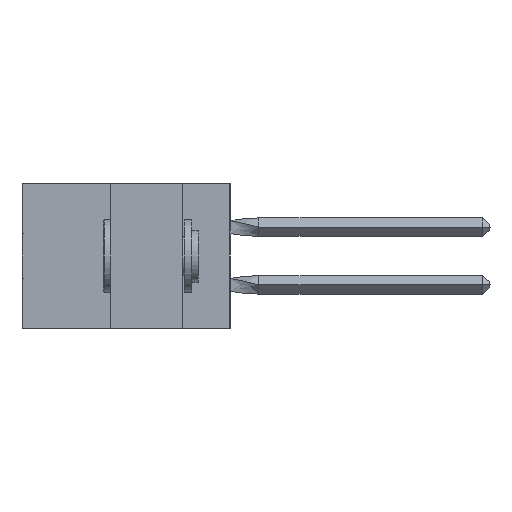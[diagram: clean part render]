
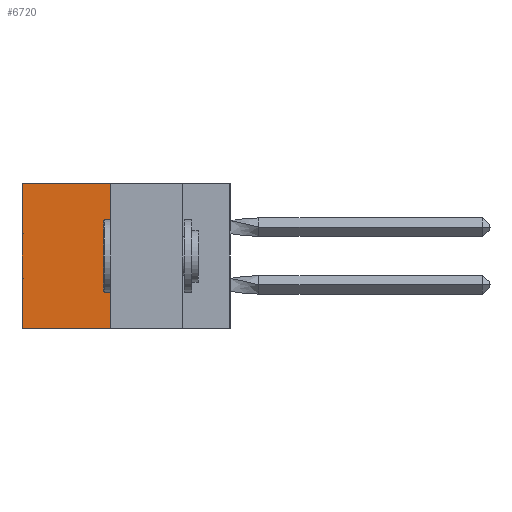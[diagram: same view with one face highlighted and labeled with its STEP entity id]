
A CAD part, left-side view. The second image highlights one B-rep face of the part: STEP entity #6720.
In plain terms, the highlighted planar face has unit normal (-1, 0, 0).
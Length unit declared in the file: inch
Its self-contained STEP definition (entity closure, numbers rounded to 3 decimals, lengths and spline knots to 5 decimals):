
#1574 = VERTEX_POINT ( 'NONE', #4223 ) ;
#1606 = FACE_OUTER_BOUND ( 'NONE', #9222, .T. ) ;
#3186 = CARTESIAN_POINT ( 'NONE',  ( 0.305, 0.72, -0.5 ) ) ;
#3779 = ORIENTED_EDGE ( 'NONE', *, *, #30624, .T. ) ;
#4223 = CARTESIAN_POINT ( 'NONE',  ( 0.305, 0.413, 0. ) ) ;
#4390 = VERTEX_POINT ( 'NONE', #31105 ) ;
#4701 = VECTOR ( 'NONE', #13549, 39.37008 ) ;
#5519 = VECTOR ( 'NONE', #11236, 39.37008 ) ;
#5553 = LINE ( 'NONE', #33874, #7728 ) ;
#6720 = ADVANCED_FACE ( 'NONE', ( #1606 ), #24730, .F. ) ;
#7659 = DIRECTION ( 'NONE',  ( 0., 0., -1. ) ) ;
#7728 = VECTOR ( 'NONE', #13337, 39.37008 ) ;
#9222 = EDGE_LOOP ( 'NONE', ( #35234, #20570, #11907, #3779 ) ) ;
#11236 = DIRECTION ( 'NONE',  ( 0., 1., 0. ) ) ;
#11907 = ORIENTED_EDGE ( 'NONE', *, *, #21397, .F. ) ;
#13332 = LINE ( 'NONE', #3186, #4701 ) ;
#13337 = DIRECTION ( 'NONE',  ( 0., 1., 0. ) ) ;
#13549 = DIRECTION ( 'NONE',  ( 0., 0., -1. ) ) ;
#14218 = DIRECTION ( 'NONE',  ( 1., 0., 0. ) ) ;
#14382 = DIRECTION ( 'NONE',  ( 0., 0., -1. ) ) ;
#18895 = LINE ( 'NONE', #38627, #27960 ) ;
#18911 = LINE ( 'NONE', #42355, #5519 ) ;
#20570 = ORIENTED_EDGE ( 'NONE', *, *, #25136, .F. ) ;
#21397 = EDGE_CURVE ( 'NONE', #1574, #4390, #18895, .T. ) ;
#24438 = CARTESIAN_POINT ( 'NONE',  ( 0.305, 0.413, -0.5 ) ) ;
#24730 = PLANE ( 'NONE',  #32188 ) ;
#25136 = EDGE_CURVE ( 'NONE', #4390, #27207, #18911, .T. ) ;
#25369 = VERTEX_POINT ( 'NONE', #36445 ) ;
#27207 = VERTEX_POINT ( 'NONE', #39868 ) ;
#27960 = VECTOR ( 'NONE', #14382, 39.37008 ) ;
#30624 = EDGE_CURVE ( 'NONE', #1574, #25369, #5553, .T. ) ;
#31105 = CARTESIAN_POINT ( 'NONE',  ( 0.305, 0.413, -0.5 ) ) ;
#32188 = AXIS2_PLACEMENT_3D ( 'NONE', #24438, #14218, #7659 ) ;
#33874 = CARTESIAN_POINT ( 'NONE',  ( 0.305, 0.413, 0. ) ) ;
#35234 = ORIENTED_EDGE ( 'NONE', *, *, #43230, .T. ) ;
#36445 = CARTESIAN_POINT ( 'NONE',  ( 0.305, 0.72, 0. ) ) ;
#38627 = CARTESIAN_POINT ( 'NONE',  ( 0.305, 0.413, -0.5 ) ) ;
#39868 = CARTESIAN_POINT ( 'NONE',  ( 0.305, 0.72, -0.5 ) ) ;
#42355 = CARTESIAN_POINT ( 'NONE',  ( 0.305, 0.413, -0.5 ) ) ;
#43230 = EDGE_CURVE ( 'NONE', #25369, #27207, #13332, .T. ) ;
